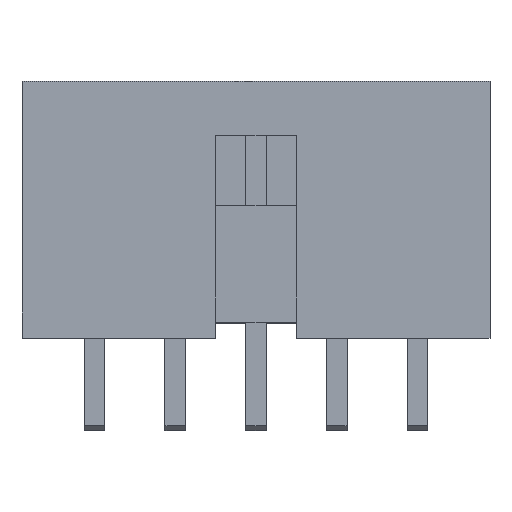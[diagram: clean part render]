
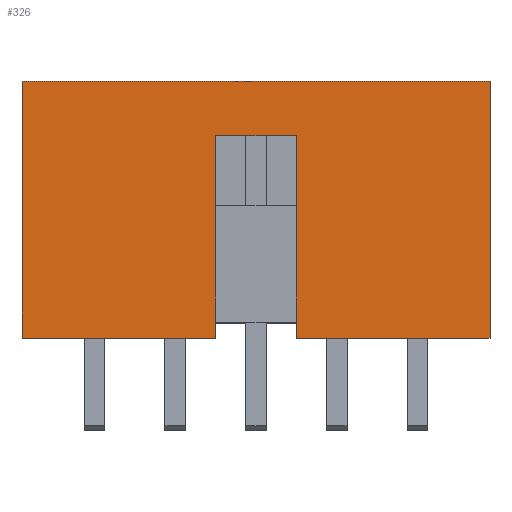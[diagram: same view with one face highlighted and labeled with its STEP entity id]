
A CAD part, top view. The second image highlights one B-rep face of the part: STEP entity #326.
In plain terms, the highlighted planar face has unit normal (0, 0, 1).
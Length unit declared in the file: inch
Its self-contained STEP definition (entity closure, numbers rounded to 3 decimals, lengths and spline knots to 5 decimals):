
#326 = ADVANCED_FACE( '', ( #874 ), #875, .F. );
#874 = FACE_OUTER_BOUND( '', #1652, .T. );
#875 = PLANE( '', #1653 );
#1652 = EDGE_LOOP( '', ( #2492, #2493, #2494, #2495, #2496, #2497, #2498, #2499 ) );
#1653 = AXIS2_PLACEMENT_3D( '', #2500, #2501, #2502 );
#2492 = ORIENTED_EDGE( '', *, *, #4902, .F. );
#2493 = ORIENTED_EDGE( '', *, *, #4903, .F. );
#2494 = ORIENTED_EDGE( '', *, *, #4904, .F. );
#2495 = ORIENTED_EDGE( '', *, *, #4905, .F. );
#2496 = ORIENTED_EDGE( '', *, *, #4906, .F. );
#2497 = ORIENTED_EDGE( '', *, *, #4907, .F. );
#2498 = ORIENTED_EDGE( '', *, *, #4908, .T. );
#2499 = ORIENTED_EDGE( '', *, *, #4900, .T. );
#2500 = CARTESIAN_POINT( '', ( 0.22765, 0.25, 0.10375 ) );
#2501 = DIRECTION( '', ( 0., 0., -1. ) );
#2502 = DIRECTION( '', ( -1., 0., 0. ) );
#4900 = EDGE_CURVE( '', #5927, #5940, #5942, .T. );
#4902 = EDGE_CURVE( '', #5944, #5940, #5945, .T. );
#4903 = EDGE_CURVE( '', #5946, #5944, #5947, .T. );
#4904 = EDGE_CURVE( '', #5948, #5946, #5949, .T. );
#4905 = EDGE_CURVE( '', #5950, #5948, #5951, .T. );
#4906 = EDGE_CURVE( '', #5952, #5950, #5953, .T. );
#4907 = EDGE_CURVE( '', #5954, #5952, #5955, .T. );
#4908 = EDGE_CURVE( '', #5954, #5927, #5956, .T. );
#5927 = VERTEX_POINT( '', #7425 );
#5940 = VERTEX_POINT( '', #7445 );
#5942 = LINE( '', #7448, #7449 );
#5944 = VERTEX_POINT( '', #7451 );
#5945 = LINE( '', #7452, #7453 );
#5946 = VERTEX_POINT( '', #7454 );
#5947 = LINE( '', #7455, #7456 );
#5948 = VERTEX_POINT( '', #7457 );
#5949 = LINE( '', #7458, #7459 );
#5950 = VERTEX_POINT( '', #7460 );
#5951 = LINE( '', #7461, #7462 );
#5952 = VERTEX_POINT( '', #7463 );
#5953 = LINE( '', #7464, #7465 );
#5954 = VERTEX_POINT( '', #7466 );
#5955 = LINE( '', #7467, #7468 );
#5956 = LINE( '', #7469, #7470 );
#7425 = CARTESIAN_POINT( '', ( -0.22765, 0.25, 0.10375 ) );
#7445 = CARTESIAN_POINT( '', ( -0.22765, 0., 0.10375 ) );
#7448 = CARTESIAN_POINT( '', ( -0.22765, 0.25, 0.10375 ) );
#7449 = VECTOR( '', #9436, 39.37008 );
#7451 = CARTESIAN_POINT( '', ( -0.03935, 0., 0.10375 ) );
#7452 = CARTESIAN_POINT( '', ( 0.22765, 0., 0.10375 ) );
#7453 = VECTOR( '', #9437, 39.37008 );
#7454 = CARTESIAN_POINT( '', ( -0.03935, 0.197, 0.10375 ) );
#7455 = CARTESIAN_POINT( '', ( -0.03935, 0.197, 0.10375 ) );
#7456 = VECTOR( '', #9438, 39.37008 );
#7457 = CARTESIAN_POINT( '', ( 0.03935, 0.197, 0.10375 ) );
#7458 = CARTESIAN_POINT( '', ( 0.03935, 0.197, 0.10375 ) );
#7459 = VECTOR( '', #9439, 39.37008 );
#7460 = CARTESIAN_POINT( '', ( 0.03935, 0., 0.10375 ) );
#7461 = CARTESIAN_POINT( '', ( 0.03935, 0., 0.10375 ) );
#7462 = VECTOR( '', #9440, 39.37008 );
#7463 = CARTESIAN_POINT( '', ( 0.22765, 0., 0.10375 ) );
#7464 = CARTESIAN_POINT( '', ( 0.22765, 0., 0.10375 ) );
#7465 = VECTOR( '', #9441, 39.37008 );
#7466 = CARTESIAN_POINT( '', ( 0.22765, 0.25, 0.10375 ) );
#7467 = CARTESIAN_POINT( '', ( 0.22765, 0.25, 0.10375 ) );
#7468 = VECTOR( '', #9442, 39.37008 );
#7469 = CARTESIAN_POINT( '', ( 0.22765, 0.25, 0.10375 ) );
#7470 = VECTOR( '', #9443, 39.37008 );
#9436 = DIRECTION( '', ( 0., -1., 0. ) );
#9437 = DIRECTION( '', ( -1., 0., 0. ) );
#9438 = DIRECTION( '', ( 0., -1., 0. ) );
#9439 = DIRECTION( '', ( -1., 0., 0. ) );
#9440 = DIRECTION( '', ( 0., 1., 0. ) );
#9441 = DIRECTION( '', ( -1., 0., 0. ) );
#9442 = DIRECTION( '', ( 0., -1., 0. ) );
#9443 = DIRECTION( '', ( -1., 0., 0. ) );
